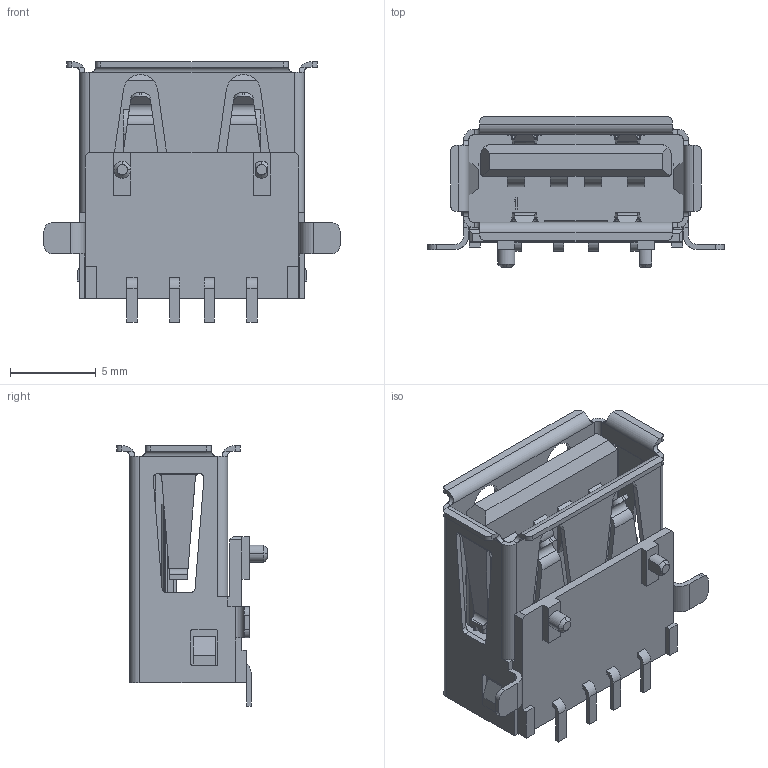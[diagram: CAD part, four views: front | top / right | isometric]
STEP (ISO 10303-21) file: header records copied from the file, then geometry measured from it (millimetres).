
FILE_DESCRIPTION(('STEP AP242'),'1');
FILE_NAME('1-292303-6.stp','2022-07-21T12:19:39',('TraceParts'),('TraceParts S.A.'),'Spatial InterOp 3D',' ',' ');
FILE_SCHEMA(('AP242_MANAGED_MODEL_BASED_3D_ENGINEERING_MIM_LF {1 0 10303 442 1 1 4}'));
Length unit declared in the file: millimetre
Products named in the file (1): 1-292303-6
Bounding box: 17.26 x 8.79 x 15.16 mm (x, y, z)
Volume: 720.9 mm3; surface area: 1381 mm2
Topology: 1 solids, 1 shells, 362 faces, 981 edges, 634 vertices
Faces by surface type: plane 218, cylinder 136, cone 8
Entity records: 12184 total; most frequent: CARTESIAN_POINT 3094, ORIENTED_EDGE 1962, DIRECTION 1775, EDGE_CURVE 981, LINE 697, VECTOR 697, VERTEX_POINT 634, AXIS2_PLACEMENT_3D 539
